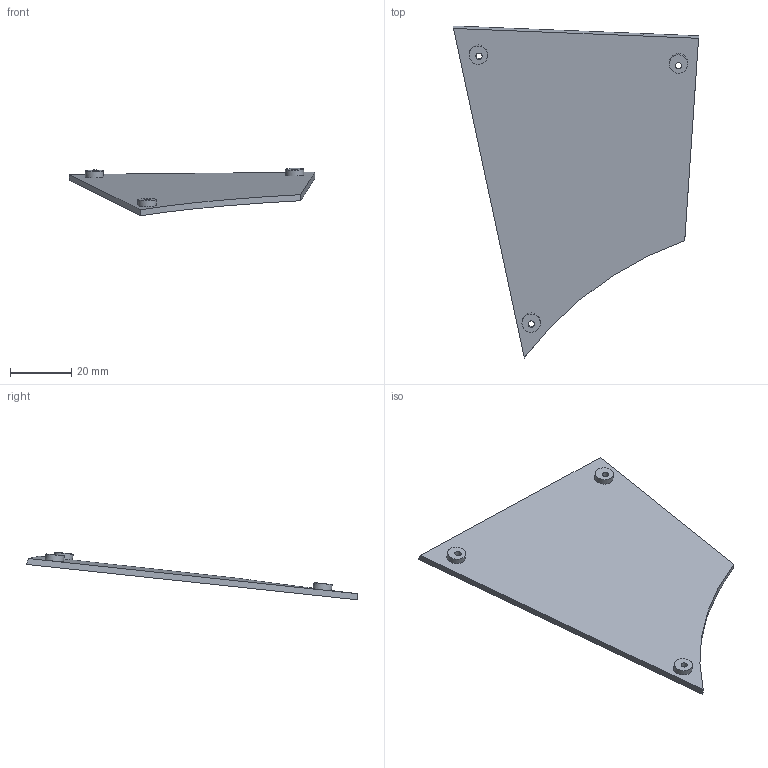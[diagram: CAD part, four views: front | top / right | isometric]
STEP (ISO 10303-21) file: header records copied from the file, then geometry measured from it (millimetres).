
FILE_DESCRIPTION(/* description */ (''),/* implementation_level */ '2;1');
FILE_NAME(/* name */ 'Right-hand Touchpad Glove80 sidecar bottom.step',/* time_stamp */ '2024-07-27T10:55:44-04:00',/* author */ (''),/* organization */ (''),/* preprocessor_version */ 'ST-DEVELOPER v20',/* originating_system */ 'Autodesk Translation Framework v13.14.0.145',/* authorisation */ '');
FILE_SCHEMA (('AUTOMOTIVE_DESIGN { 1 0 10303 214 3 1 1 }'));
Length unit declared in the file: millimetre
Products named in the file (1): Glove80_LH_Side_Car_large
Bounding box: 80.33 x 108.59 x 15.59 mm (x, y, z)
Volume: 11639.4 mm3; surface area: 12428.8 mm2
Topology: 1 solids, 1 shells, 22 faces, 42 edges, 28 vertices
Faces by surface type: plane 12, cylinder 10
Full cylindrical faces by diameter (mm): 2.075 x3, 4 x3, 6 x3
Entity records: 625 total; most frequent: DIRECTION 108, CARTESIAN_POINT 93, ORIENTED_EDGE 84, AXIS2_PLACEMENT_3D 43, EDGE_CURVE 42, EDGE_LOOP 34, VERTEX_POINT 28, LINE 22
